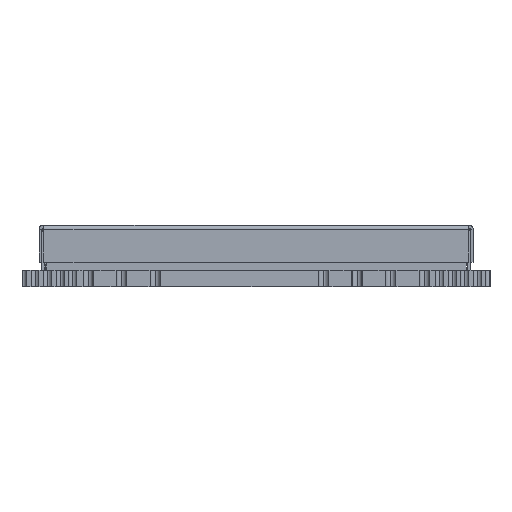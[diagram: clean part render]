
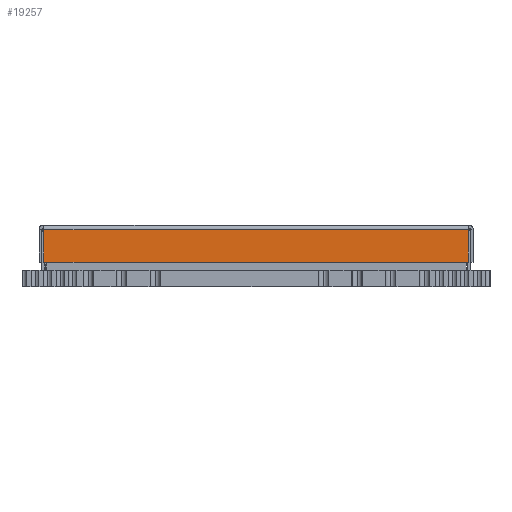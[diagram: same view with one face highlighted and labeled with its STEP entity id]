
A CAD part, left-side view. The second image highlights one B-rep face of the part: STEP entity #19257.
In plain terms, the highlighted planar face has unit normal (-1, 0, 0).
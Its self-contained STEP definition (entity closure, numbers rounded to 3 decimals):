
#1671 = EDGE_CURVE ( 'NONE', #10894, #29710, #19001, .T. ) ;
#3395 = CARTESIAN_POINT ( 'NONE',  ( -81.976, 88.017, 19.866 ) ) ;
#3611 = DIRECTION ( 'NONE',  ( 0., -1., 0. ) ) ;
#6683 = CARTESIAN_POINT ( 'NONE',  ( -81.976, 36.486, 19.596 ) ) ;
#7709 = ORIENTED_EDGE ( 'NONE', *, *, #1671, .T. ) ;
#8609 = DIRECTION ( 'NONE',  ( 0., -1., 0. ) ) ;
#9948 = VECTOR ( 'NONE', #52612, 1000. ) ;
#10894 = VERTEX_POINT ( 'NONE', #54828 ) ;
#13542 = AXIS2_PLACEMENT_3D ( 'NONE', #3395, #13835, #3611 ) ;
#13835 = DIRECTION ( 'NONE',  ( -1., 0., 0. ) ) ;
#19001 = LINE ( 'NONE', #27332, #39844 ) ;
#19257 = ADVANCED_FACE ( 'NONE', ( #61829 ), #45268, .T. ) ;
#20491 = LINE ( 'NONE', #32125, #9948 ) ;
#20816 = CARTESIAN_POINT ( 'NONE',  ( -81.976, 11.276, 17.666 ) ) ;
#27332 = CARTESIAN_POINT ( 'NONE',  ( -81.976, 88.017, 17.666 ) ) ;
#27653 = ORIENTED_EDGE ( 'NONE', *, *, #53743, .F. ) ;
#29710 = VERTEX_POINT ( 'NONE', #20816 ) ;
#30804 = EDGE_CURVE ( 'NONE', #45155, #29710, #40233, .T. ) ;
#32125 = CARTESIAN_POINT ( 'NONE',  ( -81.976, 36.486, 19.866 ) ) ;
#33566 = EDGE_CURVE ( 'NONE', #43204, #45155, #60814, .T. ) ;
#39844 = VECTOR ( 'NONE', #52958, 1000. ) ;
#40233 = LINE ( 'NONE', #61181, #44292 ) ;
#43204 = VERTEX_POINT ( 'NONE', #6683 ) ;
#44262 = CARTESIAN_POINT ( 'NONE',  ( -81.976, 11.276, 19.596 ) ) ;
#44292 = VECTOR ( 'NONE', #66358, 1000. ) ;
#44976 = ORIENTED_EDGE ( 'NONE', *, *, #30804, .F. ) ;
#45155 = VERTEX_POINT ( 'NONE', #44262 ) ;
#45268 = PLANE ( 'NONE',  #13542 ) ;
#50124 = ORIENTED_EDGE ( 'NONE', *, *, #33566, .F. ) ;
#50747 = CARTESIAN_POINT ( 'NONE',  ( -81.976, 88.017, 19.596 ) ) ;
#51918 = EDGE_LOOP ( 'NONE', ( #44976, #50124, #27653, #7709 ) ) ;
#52612 = DIRECTION ( 'NONE',  ( 0., 0., 1. ) ) ;
#52958 = DIRECTION ( 'NONE',  ( 0., -1., 0. ) ) ;
#53743 = EDGE_CURVE ( 'NONE', #10894, #43204, #20491, .T. ) ;
#54828 = CARTESIAN_POINT ( 'NONE',  ( -81.976, 36.486, 17.666 ) ) ;
#60814 = LINE ( 'NONE', #50747, #62420 ) ;
#61181 = CARTESIAN_POINT ( 'NONE',  ( -81.976, 11.276, 19.866 ) ) ;
#61829 = FACE_OUTER_BOUND ( 'NONE', #51918, .T. ) ;
#62420 = VECTOR ( 'NONE', #8609, 1000. ) ;
#66358 = DIRECTION ( 'NONE',  ( 0., 0., -1. ) ) ;
